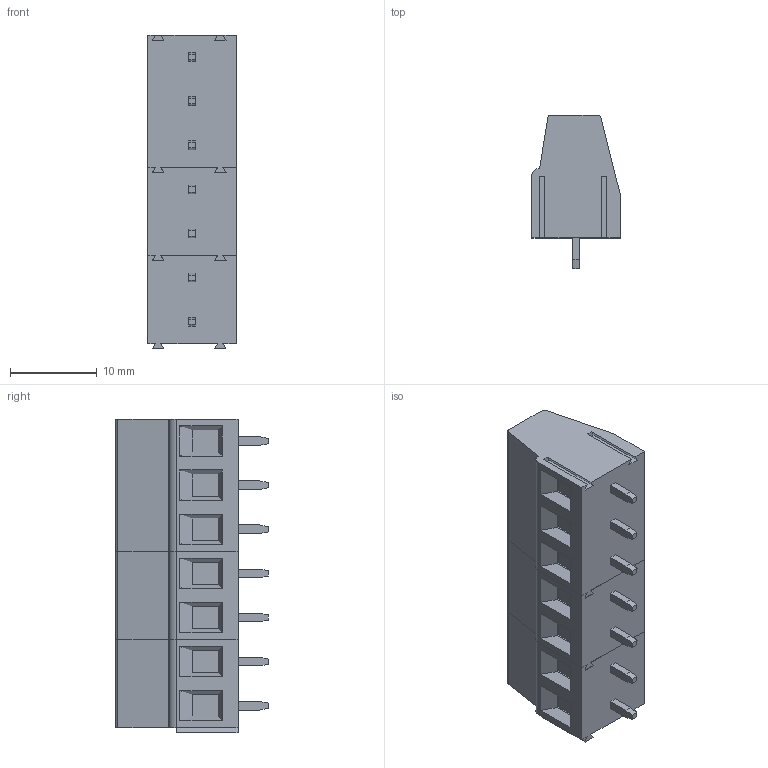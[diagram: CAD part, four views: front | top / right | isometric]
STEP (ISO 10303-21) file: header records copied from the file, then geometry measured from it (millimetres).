
FILE_DESCRIPTION (( 'STEP AP214' ), '1' );
FILE_NAME ('CUI_DEVICES_TB004-508-07BE.step', '2021-01-15T00:38:24', ( '' ), ( '' ), 'SwSTEP 2.0', 'SolidWorks 2020', '' );
FILE_SCHEMA (( 'AUTOMOTIVE_DESIGN' ));
Length unit declared in the file: millimetre
Products named in the file (3): CUI_DEVICES_TB004-508-07BE; TB004-508-03P_Blue - S; TB004-508-02P_Blue - S
Assembly tree (3 placements, depth 2):
  CUI_DEVICES_TB004-508-07BE
    TB004-508-02P_Blue - S  x2
    TB004-508-03P_Blue - S
Bounding box: 10.2 x 17.6 x 36.16 mm (x, y, z)
Volume: 4189.4 mm3; surface area: 3083.4 mm2
Topology: 3 solids, 3 shells, 305 faces, 757 edges, 479 vertices
Faces by surface type: plane 219, torus 35, cone 28, cylinder 23
Entity records: 7808 total; most frequent: CARTESIAN_POINT 1465, ORIENTED_EDGE 1060, DIRECTION 1042, EDGE_CURVE 530, VECTOR 378, LINE 378, VERTEX_POINT 335, AXIS2_PLACEMENT_3D 332
